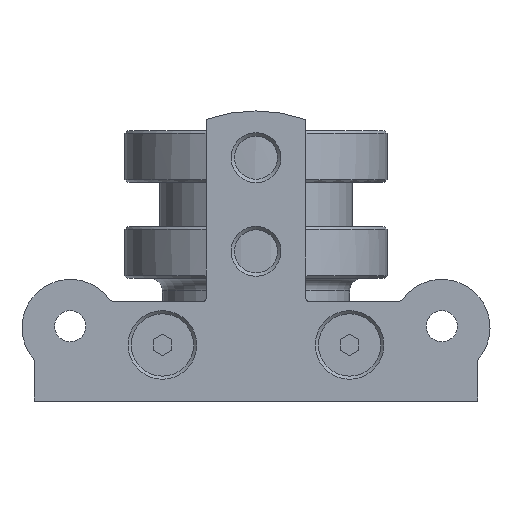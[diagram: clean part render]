
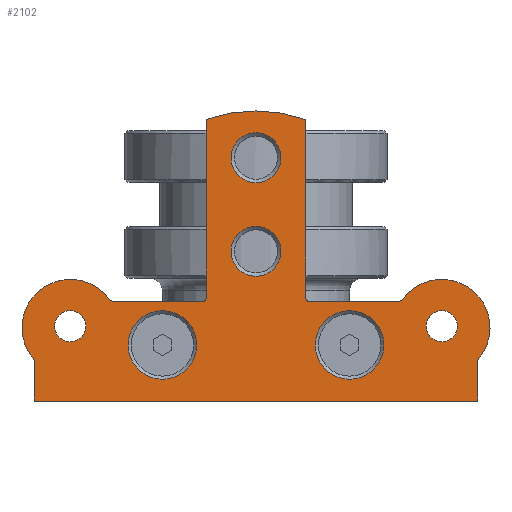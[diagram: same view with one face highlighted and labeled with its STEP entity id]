
A CAD part, front view. The second image highlights one B-rep face of the part: STEP entity #2102.
In plain terms, the highlighted face is planar.
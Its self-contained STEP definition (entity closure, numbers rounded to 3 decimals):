
#137=LINE('',#3527,#269);
#141=LINE('',#3539,#273);
#145=LINE('',#3551,#277);
#149=LINE('',#3563,#281);
#155=LINE('',#3587,#287);
#158=LINE('',#3593,#290);
#161=LINE('',#3599,#293);
#269=VECTOR('',#2851,1000.);
#273=VECTOR('',#2863,1000.);
#277=VECTOR('',#2875,1000.);
#281=VECTOR('',#2887,1000.);
#287=VECTOR('',#2913,1000.);
#290=VECTOR('',#2918,1000.);
#293=VECTOR('',#2923,1000.);
#365=PLANE('',#2379);
#475=CIRCLE('',#2339,1.);
#477=CIRCLE('',#2343,0.5);
#479=CIRCLE('',#2347,24.);
#481=CIRCLE('',#2351,0.5);
#483=CIRCLE('',#2355,1.);
#485=CIRCLE('',#2358,7.72);
#487=CIRCLE('',#2361,1.);
#489=CIRCLE('',#2367,1.);
#491=CIRCLE('',#2370,7.72);
#499=CIRCLE('',#2380,4.);
#500=CIRCLE('',#2381,4.);
#501=CIRCLE('',#2382,5.5);
#502=CIRCLE('',#2383,5.5);
#503=CIRCLE('',#2384,2.5);
#504=CIRCLE('',#2385,2.5);
#923=ORIENTED_EDGE('',*,*,#1270,.F.);
#924=ORIENTED_EDGE('',*,*,#1271,.F.);
#925=ORIENTED_EDGE('',*,*,#1272,.T.);
#926=ORIENTED_EDGE('',*,*,#1273,.T.);
#927=ORIENTED_EDGE('',*,*,#1274,.T.);
#928=ORIENTED_EDGE('',*,*,#1275,.T.);
#929=ORIENTED_EDGE('',*,*,#1216,.T.);
#930=ORIENTED_EDGE('',*,*,#1220,.F.);
#931=ORIENTED_EDGE('',*,*,#1223,.T.);
#932=ORIENTED_EDGE('',*,*,#1226,.F.);
#933=ORIENTED_EDGE('',*,*,#1229,.F.);
#934=ORIENTED_EDGE('',*,*,#1232,.F.);
#935=ORIENTED_EDGE('',*,*,#1235,.T.);
#936=ORIENTED_EDGE('',*,*,#1238,.F.);
#937=ORIENTED_EDGE('',*,*,#1241,.T.);
#938=ORIENTED_EDGE('',*,*,#1244,.F.);
#939=ORIENTED_EDGE('',*,*,#1247,.T.);
#940=ORIENTED_EDGE('',*,*,#1250,.F.);
#941=ORIENTED_EDGE('',*,*,#1253,.F.);
#942=ORIENTED_EDGE('',*,*,#1256,.F.);
#943=ORIENTED_EDGE('',*,*,#1259,.T.);
#944=ORIENTED_EDGE('',*,*,#1262,.F.);
#1216=EDGE_CURVE('',#1445,#1446,#475,.T.);
#1220=EDGE_CURVE('',#1449,#1446,#137,.T.);
#1223=EDGE_CURVE('',#1449,#1451,#477,.T.);
#1226=EDGE_CURVE('',#1453,#1451,#141,.T.);
#1229=EDGE_CURVE('',#1455,#1453,#479,.T.);
#1232=EDGE_CURVE('',#1457,#1455,#145,.T.);
#1235=EDGE_CURVE('',#1457,#1459,#481,.T.);
#1238=EDGE_CURVE('',#1461,#1459,#149,.T.);
#1241=EDGE_CURVE('',#1461,#1463,#483,.T.);
#1244=EDGE_CURVE('',#1465,#1463,#485,.T.);
#1247=EDGE_CURVE('',#1465,#1467,#487,.T.);
#1250=EDGE_CURVE('',#1469,#1467,#155,.T.);
#1253=EDGE_CURVE('',#1471,#1469,#158,.T.);
#1256=EDGE_CURVE('',#1473,#1471,#161,.T.);
#1259=EDGE_CURVE('',#1473,#1475,#489,.T.);
#1262=EDGE_CURVE('',#1445,#1475,#491,.T.);
#1270=EDGE_CURVE('',#1483,#1483,#499,.T.);
#1271=EDGE_CURVE('',#1484,#1484,#500,.T.);
#1272=EDGE_CURVE('',#1485,#1485,#501,.T.);
#1273=EDGE_CURVE('',#1486,#1486,#502,.T.);
#1274=EDGE_CURVE('',#1487,#1487,#503,.T.);
#1275=EDGE_CURVE('',#1488,#1488,#504,.T.);
#1445=VERTEX_POINT('',#3519);
#1446=VERTEX_POINT('',#3520);
#1449=VERTEX_POINT('',#3528);
#1451=VERTEX_POINT('',#3534);
#1453=VERTEX_POINT('',#3540);
#1455=VERTEX_POINT('',#3546);
#1457=VERTEX_POINT('',#3552);
#1459=VERTEX_POINT('',#3558);
#1461=VERTEX_POINT('',#3564);
#1463=VERTEX_POINT('',#3570);
#1465=VERTEX_POINT('',#3576);
#1467=VERTEX_POINT('',#3582);
#1469=VERTEX_POINT('',#3588);
#1471=VERTEX_POINT('',#3594);
#1473=VERTEX_POINT('',#3600);
#1475=VERTEX_POINT('',#3606);
#1483=VERTEX_POINT('',#3628);
#1484=VERTEX_POINT('',#3630);
#1485=VERTEX_POINT('',#3632);
#1486=VERTEX_POINT('',#3634);
#1487=VERTEX_POINT('',#3636);
#1488=VERTEX_POINT('',#3638);
#1676=EDGE_LOOP('',(#923));
#1677=EDGE_LOOP('',(#924));
#1678=EDGE_LOOP('',(#925));
#1679=EDGE_LOOP('',(#926));
#1680=EDGE_LOOP('',(#927));
#1681=EDGE_LOOP('',(#928));
#1682=EDGE_LOOP('',(#929,#930,#931,#932,#933,#934,#935,#936,#937,#938,#939,
#940,#941,#942,#943,#944));
#1892=FACE_BOUND('',#1676,.T.);
#1893=FACE_BOUND('',#1677,.T.);
#1894=FACE_BOUND('',#1678,.T.);
#1895=FACE_BOUND('',#1679,.T.);
#1896=FACE_BOUND('',#1680,.T.);
#1897=FACE_BOUND('',#1681,.T.);
#1898=FACE_BOUND('',#1682,.T.);
#2102=ADVANCED_FACE('',(#1892,#1893,#1894,#1895,#1896,#1897,#1898),#365,
 .F.);
#2339=AXIS2_PLACEMENT_3D('',#3518,#2843,#2844);
#2343=AXIS2_PLACEMENT_3D('',#3533,#2856,#2857);
#2347=AXIS2_PLACEMENT_3D('',#3545,#2868,#2869);
#2351=AXIS2_PLACEMENT_3D('',#3557,#2880,#2881);
#2355=AXIS2_PLACEMENT_3D('',#3569,#2892,#2893);
#2358=AXIS2_PLACEMENT_3D('',#3575,#2899,#2900);
#2361=AXIS2_PLACEMENT_3D('',#3581,#2906,#2907);
#2367=AXIS2_PLACEMENT_3D('',#3605,#2928,#2929);
#2370=AXIS2_PLACEMENT_3D('',#3611,#2935,#2936);
#2379=AXIS2_PLACEMENT_3D('',#3626,#2953,#2954);
#2380=AXIS2_PLACEMENT_3D('',#3627,#2955,#2956);
#2381=AXIS2_PLACEMENT_3D('',#3629,#2957,#2958);
#2382=AXIS2_PLACEMENT_3D('',#3631,#2959,#2960);
#2383=AXIS2_PLACEMENT_3D('',#3633,#2961,#2962);
#2384=AXIS2_PLACEMENT_3D('',#3635,#2963,#2964);
#2385=AXIS2_PLACEMENT_3D('',#3637,#2965,#2966);
#2843=DIRECTION('',(0.,0.,1.));
#2844=DIRECTION('',(1.,0.,0.));
#2851=DIRECTION('',(-1.,0.,0.));
#2856=DIRECTION('',(0.,0.,1.));
#2857=DIRECTION('',(1.,0.,0.));
#2863=DIRECTION('',(0.,-1.,0.));
#2868=DIRECTION('',(0.,0.,1.));
#2869=DIRECTION('',(1.,0.,0.));
#2875=DIRECTION('',(0.,1.,0.));
#2880=DIRECTION('',(0.,0.,1.));
#2881=DIRECTION('',(1.,0.,0.));
#2887=DIRECTION('',(-1.,0.,0.));
#2892=DIRECTION('',(0.,0.,1.));
#2893=DIRECTION('',(1.,0.,0.));
#2899=DIRECTION('',(0.,0.,1.));
#2900=DIRECTION('',(1.,0.,0.));
#2906=DIRECTION('',(0.,0.,1.));
#2907=DIRECTION('',(1.,0.,0.));
#2913=DIRECTION('',(0.,1.,0.));
#2918=DIRECTION('',(1.,0.,0.));
#2923=DIRECTION('',(0.,-1.,0.));
#2928=DIRECTION('',(0.,0.,1.));
#2929=DIRECTION('',(1.,0.,0.));
#2935=DIRECTION('',(0.,0.,1.));
#2936=DIRECTION('',(1.,0.,0.));
#2953=DIRECTION('',(0.,0.,1.));
#2954=DIRECTION('',(1.,0.,0.));
#2955=DIRECTION('',(0.,0.,-1.));
#2956=DIRECTION('',(-1.,0.,0.));
#2957=DIRECTION('',(0.,0.,-1.));
#2958=DIRECTION('',(-1.,0.,0.));
#2959=DIRECTION('',(0.,0.,1.));
#2960=DIRECTION('',(1.,0.,0.));
#2961=DIRECTION('',(0.,0.,1.));
#2962=DIRECTION('',(1.,0.,0.));
#2963=DIRECTION('',(0.,0.,1.));
#2964=DIRECTION('',(1.,0.,0.));
#2965=DIRECTION('',(0.,0.,1.));
#2966=DIRECTION('',(1.,0.,0.));
#3518=CARTESIAN_POINT('',(-22.795,17.,0.));
#3519=CARTESIAN_POINT('',(-23.596,16.401,0.));
#3520=CARTESIAN_POINT('',(-22.795,16.,0.));
#3527=CARTESIAN_POINT('',(-8.5,16.,0.));
#3528=CARTESIAN_POINT('',(-8.5,16.,0.));
#3533=CARTESIAN_POINT('',(-8.5,16.5,0.));
#3534=CARTESIAN_POINT('',(-8.,16.5,0.));
#3539=CARTESIAN_POINT('',(-8.,45.11,0.));
#3540=CARTESIAN_POINT('',(-8.,45.11,0.));
#3545=CARTESIAN_POINT('',(0.05,22.5,0.));
#3546=CARTESIAN_POINT('',(8.,45.145,0.));
#3551=CARTESIAN_POINT('',(8.,16.5,0.));
#3552=CARTESIAN_POINT('',(8.,16.5,0.));
#3557=CARTESIAN_POINT('',(8.5,16.5,0.));
#3558=CARTESIAN_POINT('',(8.5,16.,0.));
#3563=CARTESIAN_POINT('',(22.795,16.,0.));
#3564=CARTESIAN_POINT('',(22.795,16.,0.));
#3569=CARTESIAN_POINT('',(22.795,17.,0.));
#3570=CARTESIAN_POINT('',(23.596,16.401,0.));
#3575=CARTESIAN_POINT('',(29.78,11.78,0.));
#3576=CARTESIAN_POINT('',(35.729,6.86,0.));
#3581=CARTESIAN_POINT('',(36.5,6.223,0.));
#3582=CARTESIAN_POINT('',(35.5,6.223,0.));
#3587=CARTESIAN_POINT('',(35.5,0.,0.));
#3588=CARTESIAN_POINT('',(35.5,0.,0.));
#3593=CARTESIAN_POINT('',(-35.5,0.,0.));
#3594=CARTESIAN_POINT('',(-35.5,0.,0.));
#3599=CARTESIAN_POINT('',(-35.5,6.223,0.));
#3600=CARTESIAN_POINT('',(-35.5,6.223,0.));
#3605=CARTESIAN_POINT('',(-36.5,6.223,0.));
#3606=CARTESIAN_POINT('',(-35.729,6.86,0.));
#3611=CARTESIAN_POINT('',(-29.78,11.78,0.));
#3626=CARTESIAN_POINT('',(-22.795,17.,0.));
#3627=CARTESIAN_POINT('',(0.,39.,0.));
#3628=CARTESIAN_POINT('',(-4.,39.,0.));
#3629=CARTESIAN_POINT('',(0.,24.,0.));
#3630=CARTESIAN_POINT('',(-4.,24.,0.));
#3631=CARTESIAN_POINT('',(15.,9.,0.));
#3632=CARTESIAN_POINT('',(20.5,9.,0.));
#3633=CARTESIAN_POINT('',(-15.,9.,0.));
#3634=CARTESIAN_POINT('',(-9.5,9.,0.));
#3635=CARTESIAN_POINT('',(-29.78,12.,0.));
#3636=CARTESIAN_POINT('',(-27.28,12.,0.));
#3637=CARTESIAN_POINT('',(29.78,12.,0.));
#3638=CARTESIAN_POINT('',(32.28,12.,0.));
